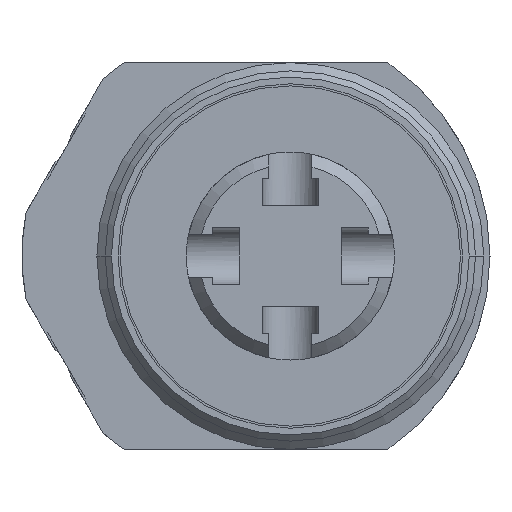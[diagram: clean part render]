
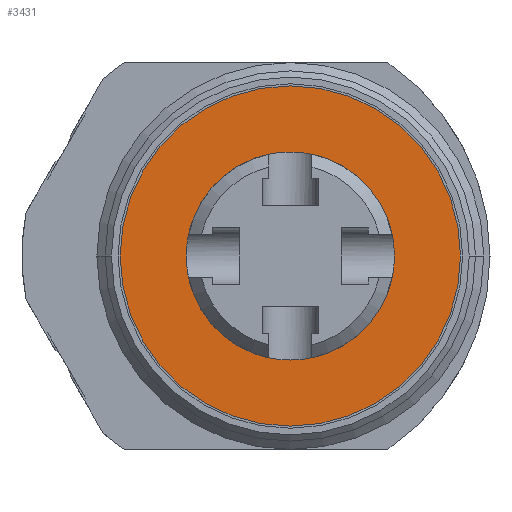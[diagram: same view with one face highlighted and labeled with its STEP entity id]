
A CAD part, left-side view. The second image highlights one B-rep face of the part: STEP entity #3431.
In plain terms, the highlighted planar face has unit normal (-1, 0, 0).
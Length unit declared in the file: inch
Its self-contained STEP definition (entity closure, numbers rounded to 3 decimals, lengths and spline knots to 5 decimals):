
#684=CARTESIAN_POINT('',(-3.307,-0.165,0.));
#685=DIRECTION('',(-1.,0.,0.));
#686=DIRECTION('',(0.,1.,0.));
#687=AXIS2_PLACEMENT_3D('',#684,#685,#686);
#692=CARTESIAN_POINT('',(-3.307,-0.165,0.));
#693=DIRECTION('',(1.,0.,0.));
#694=DIRECTION('',(0.,1.,0.));
#695=AXIS2_PLACEMENT_3D('',#692,#693,#694);
#719=CARTESIAN_POINT('',(-3.307,-0.165,0.));
#720=DIRECTION('',(1.,0.,0.));
#721=DIRECTION('',(0.,1.,0.));
#722=AXIS2_PLACEMENT_3D('',#719,#720,#721);
#855=CARTESIAN_POINT('',(-3.307,-0.165,0.));
#856=DIRECTION('',(-1.,0.,0.));
#857=DIRECTION('',(0.,1.,0.));
#858=AXIS2_PLACEMENT_3D('',#855,#856,#857);
#2841=CARTESIAN_POINT('',(-3.307,0.653,0.));
#2842=CARTESIAN_POINT('',(-3.307,-0.983,0.));
#2843=VERTEX_POINT('',#2841);
#2844=VERTEX_POINT('',#2842);
#2845=CARTESIAN_POINT('',(-3.307,0.335,0.));
#2846=CARTESIAN_POINT('',(-3.307,-0.665,0.));
#2847=VERTEX_POINT('',#2845);
#2848=VERTEX_POINT('',#2846);
#3416=CARTESIAN_POINT('',(-3.307,-0.165,0.));
#3417=DIRECTION('',(1.,0.,0.));
#3418=DIRECTION('',(0.,-1.,0.));
#3419=AXIS2_PLACEMENT_3D('',#3416,#3417,#3418);
#3420=PLANE('',#3419);
#3421=ORIENTED_EDGE('',*,*,#3410,.F.);
#3422=ORIENTED_EDGE('',*,*,#3396,.T.);
#3423=EDGE_LOOP('',(#3421,#3422));
#3424=FACE_OUTER_BOUND('',#3423,.F.);
#3426=ORIENTED_EDGE('',*,*,#3425,.F.);
#3428=ORIENTED_EDGE('',*,*,#3427,.T.);
#3429=EDGE_LOOP('',(#3426,#3428));
#3430=FACE_BOUND('',#3429,.F.);
#688=CIRCLE('',#687,0.818);
#696=CIRCLE('',#695,0.818);
#723=CIRCLE('',#722,0.5);
#859=CIRCLE('',#858,0.5);
#3396=EDGE_CURVE('',#2843,#2844,#696,.T.);
#3410=EDGE_CURVE('',#2843,#2844,#688,.T.);
#3425=EDGE_CURVE('',#2847,#2848,#723,.T.);
#3427=EDGE_CURVE('',#2847,#2848,#859,.T.);
#3431=ADVANCED_FACE('',(#3424,#3430),#3420,.F.);
